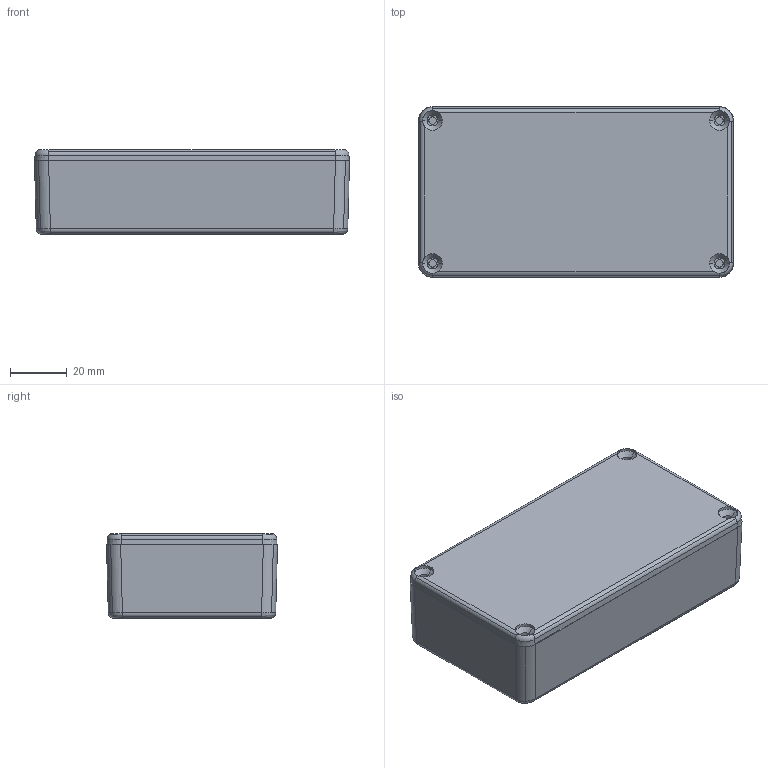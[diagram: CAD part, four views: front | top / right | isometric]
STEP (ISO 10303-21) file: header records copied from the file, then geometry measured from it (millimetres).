
FILE_DESCRIPTION(('STEP AP214'),'1');
FILE_NAME('Enclosure diecast 111x60x30.stp','2017-08-06T22:32:49',(' '),(' '),'Spatial InterOp 3D',' ',' ');
FILE_SCHEMA(('AUTOMOTIVE_DESIGN { 1 0 10303 214 1 1 1 1 }'));
Length unit declared in the file: metre
Products named in the file (3): Enclosure diecast 111x60x30; 1590A BOX; 1590A LID
Assembly tree (2 placements, depth 2):
  Enclosure diecast 111x60x30
    1590A BOX
    1590A LID
Bounding box: 111.39 x 60.46 x 30 mm (x, y, z)
Volume: 43082.9 mm3; surface area: 45716.1 mm2
Topology: 2 solids, 2 shells, 251 faces, 642 edges, 402 vertices
Faces by surface type: cylinder 120, plane 59, cone 40, bspline 20, torus 12
Entity records: 15507 total; most frequent: CARTESIAN_POINT 7170, DIRECTION 1404, ORIENTED_EDGE 1284, EDGE_CURVE 642, AXIS2_PLACEMENT_3D 556, VERTEX_POINT 402, LINE 292, VECTOR 292
